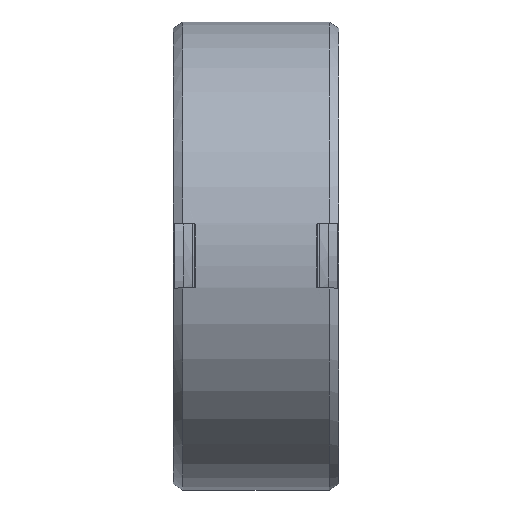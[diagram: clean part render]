
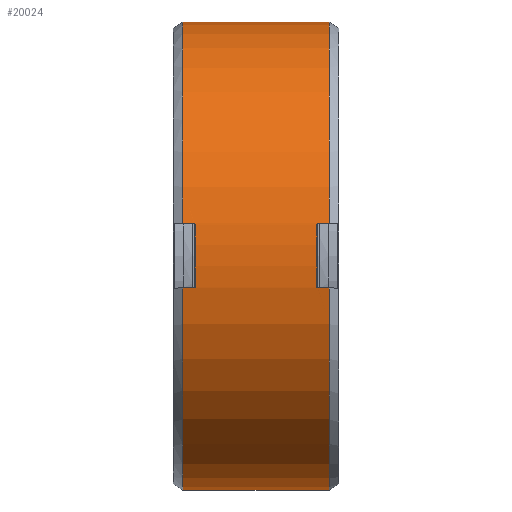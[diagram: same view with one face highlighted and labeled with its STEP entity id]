
A CAD part, top view. The second image highlights one B-rep face of the part: STEP entity #20024.
In plain terms, the highlighted cylindrical face has radius 65 mm (diameter 130 mm), a partial arc.
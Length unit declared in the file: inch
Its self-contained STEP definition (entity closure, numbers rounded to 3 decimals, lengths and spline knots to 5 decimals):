
#18567=CARTESIAN_POINT('',(0.66535,0.,0.));
#18568=DIRECTION('',(1.,0.,0.));
#18569=DIRECTION('',(0.,0.132,0.991));
#18570=AXIS2_PLACEMENT_3D('',#18567,#18568,#18569);
#18597=CARTESIAN_POINT('',(0.66535,0.33858,
2.53656));
#18598=CARTESIAN_POINT('',(0.66535,0.34079,
2.53626));
#18599=CARTESIAN_POINT('',(0.66623,0.34481,
2.53572));
#18600=CARTESIAN_POINT('',(0.66971,0.35007,
2.535));
#18601=CARTESIAN_POINT('',(0.67498,0.3535,
2.53452));
#18602=CARTESIAN_POINT('',(0.67895,0.35433,
2.53441));
#18603=CARTESIAN_POINT('',(0.6811,0.35433,
2.53441));
#18605=CARTESIAN_POINT('',(0.6811,-0.35433,
2.53441));
#18606=CARTESIAN_POINT('',(0.67892,-0.35433,
2.53441));
#18607=CARTESIAN_POINT('',(0.67492,-0.35348,
2.53453));
#18608=CARTESIAN_POINT('',(0.66967,-0.35003,
2.53501));
#18609=CARTESIAN_POINT('',(0.66622,-0.34479,
2.53572));
#18610=CARTESIAN_POINT('',(0.66535,-0.34078,
2.53626));
#18611=CARTESIAN_POINT('',(0.66535,-0.33858,
2.53656));
#18613=DIRECTION('',(-1.,0.,0.));
#18614=VECTOR('',#18613,0.12205);
#18615=CARTESIAN_POINT('',(0.80315,-0.35433,
2.53441));
#18616=LINE('',#18615,#18614);
#18617=DIRECTION('',(-1.,0.,0.));
#18618=VECTOR('',#18617,0.12205);
#18619=CARTESIAN_POINT('',(-0.6811,-0.35433,
2.53441));
#18620=LINE('',#18619,#18618);
#18621=DIRECTION('',(1.,0.,0.));
#18622=VECTOR('',#18621,0.12205);
#18623=CARTESIAN_POINT('',(-0.80315,0.35433,
2.53441));
#18624=LINE('',#18623,#18622);
#18625=DIRECTION('',(1.,0.,0.));
#18626=VECTOR('',#18625,0.12205);
#18627=CARTESIAN_POINT('',(0.6811,0.35433,
2.53441));
#18628=LINE('',#18627,#18626);
#18648=CARTESIAN_POINT('',(0.80315,0.,0.));
#18649=DIRECTION('',(1.,0.,0.));
#18650=DIRECTION('',(0.,-0.138,0.99));
#18651=AXIS2_PLACEMENT_3D('',#18648,#18649,#18650);
#18763=DIRECTION('',(-1.,0.,0.));
#18764=VECTOR('',#18763,1.6063);
#18765=CARTESIAN_POINT('',(0.80315,-2.55906,0.));
#18766=LINE('',#18765,#18764);
#18791=DIRECTION('',(1.,0.,0.));
#18792=VECTOR('',#18791,1.6063);
#18793=CARTESIAN_POINT('',(-0.80315,2.55906,
0.));
#18794=LINE('',#18793,#18792);
#18838=CARTESIAN_POINT('',(-0.6811,-0.35433,
2.53441));
#18839=CARTESIAN_POINT('',(-0.67905,-0.35433,
2.53441));
#18840=CARTESIAN_POINT('',(-0.67494,-0.35351,
2.53452));
#18841=CARTESIAN_POINT('',(-0.6697,-0.35003,
2.535));
#18842=CARTESIAN_POINT('',(-0.66619,-0.34481,
2.53572));
#18843=CARTESIAN_POINT('',(-0.66535,-0.34067,
2.53628));
#18844=CARTESIAN_POINT('',(-0.66535,-0.33858,
2.53656));
#18862=CARTESIAN_POINT('',(-0.66535,0.,0.));
#18863=DIRECTION('',(-1.,0.,0.));
#18864=DIRECTION('',(0.,-0.132,0.991));
#18865=AXIS2_PLACEMENT_3D('',#18862,#18863,#18864);
#18884=CARTESIAN_POINT('',(-0.66535,0.33858,
2.53656));
#18885=CARTESIAN_POINT('',(-0.66535,0.34066,
2.53628));
#18886=CARTESIAN_POINT('',(-0.66619,0.34481,
2.53572));
#18887=CARTESIAN_POINT('',(-0.66971,0.35004,
2.535));
#18888=CARTESIAN_POINT('',(-0.67494,0.35352,
2.53452));
#18889=CARTESIAN_POINT('',(-0.67905,0.35433,
2.53441));
#18890=CARTESIAN_POINT('',(-0.6811,0.35433,
2.53441));
#18957=CARTESIAN_POINT('',(-0.80315,0.,0.));
#18958=DIRECTION('',(-1.,0.,0.));
#18959=DIRECTION('',(0.,0.138,0.99));
#18960=AXIS2_PLACEMENT_3D('',#18957,#18958,#18959);
#18973=CARTESIAN_POINT('',(-0.80315,0.,0.));
#18974=DIRECTION('',(-1.,0.,0.));
#18975=DIRECTION('',(0.,-1.,0.));
#18976=AXIS2_PLACEMENT_3D('',#18973,#18974,#18975);
#19164=CARTESIAN_POINT('',(0.80315,0.,0.));
#19165=DIRECTION('',(1.,0.,0.));
#19166=DIRECTION('',(0.,1.,0.));
#19167=AXIS2_PLACEMENT_3D('',#19164,#19165,#19166);
#19339=CARTESIAN_POINT('',(-0.6811,-0.35433,
2.53441));
#19340=VERTEX_POINT('',#19339);
#19343=CARTESIAN_POINT('',(-0.80315,-0.35433,
2.53441));
#19344=VERTEX_POINT('',#19343);
#19348=VERTEX_POINT('',#18844);
#19355=CARTESIAN_POINT('',(-0.80315,0.35433,
2.53441));
#19356=CARTESIAN_POINT('',(-0.6811,0.35433,
2.53441));
#19357=VERTEX_POINT('',#19355);
#19358=VERTEX_POINT('',#19356);
#19361=CARTESIAN_POINT('',(-0.66535,0.33858,
2.53656));
#19362=VERTEX_POINT('',#19361);
#19363=CARTESIAN_POINT('',(-0.80315,-2.55906,0.));
#19364=VERTEX_POINT('',#19363);
#19372=CARTESIAN_POINT('',(0.80315,-2.55906,0.));
#19373=VERTEX_POINT('',#19372);
#19374=VERTEX_POINT('',#18597);
#19375=VERTEX_POINT('',#18603);
#19379=CARTESIAN_POINT('',(-0.80315,2.55906,
0.));
#19380=VERTEX_POINT('',#19379);
#19381=CARTESIAN_POINT('',(0.80315,-0.35433,
2.53441));
#19382=VERTEX_POINT('',#19381);
#19383=CARTESIAN_POINT('',(0.80315,0.35433,
2.53441));
#19384=VERTEX_POINT('',#19383);
#19385=CARTESIAN_POINT('',(0.66535,-0.33858,
2.53656));
#19386=VERTEX_POINT('',#19385);
#19395=CARTESIAN_POINT('',(0.80315,2.55906,
0.));
#19396=VERTEX_POINT('',#19395);
#19397=CARTESIAN_POINT('',(0.6811,-0.35433,
2.53441));
#19398=VERTEX_POINT('',#19397);
#19990=CARTESIAN_POINT('',(-0.90551,0.,0.));
#19991=DIRECTION('',(1.,0.,0.));
#19992=DIRECTION('',(0.,-1.,0.));
#19993=AXIS2_PLACEMENT_3D('',#19990,#19991,#19992);
#19994=CYLINDRICAL_SURFACE('',#19993,2.55906);
#19995=ORIENTED_EDGE('',*,*,#19897,.F.);
#19996=ORIENTED_EDGE('',*,*,#19947,.T.);
#19997=ORIENTED_EDGE('',*,*,#19962,.F.);
#19998=ORIENTED_EDGE('',*,*,#19973,.F.);
#20000=ORIENTED_EDGE('',*,*,#19999,.T.);
#20002=ORIENTED_EDGE('',*,*,#20001,.T.);
#20004=ORIENTED_EDGE('',*,*,#20003,.T.);
#20006=ORIENTED_EDGE('',*,*,#20005,.F.);
#20008=ORIENTED_EDGE('',*,*,#20007,.T.);
#20010=ORIENTED_EDGE('',*,*,#20009,.T.);
#20012=ORIENTED_EDGE('',*,*,#20011,.T.);
#20014=ORIENTED_EDGE('',*,*,#20013,.F.);
#20016=ORIENTED_EDGE('',*,*,#20015,.T.);
#20018=ORIENTED_EDGE('',*,*,#20017,.T.);
#20020=ORIENTED_EDGE('',*,*,#20019,.T.);
#20021=ORIENTED_EDGE('',*,*,#19874,.F.);
#20022=EDGE_LOOP('',(#19995,#19996,#19997,#19998,#20000,#20002,#20004,#20006,
#20008,#20010,#20012,#20014,#20016,#20018,#20020,#20021));
#20023=FACE_OUTER_BOUND('',#20022,.F.);
#18571=CIRCLE('',#18570,2.55906);
#18604=B_SPLINE_CURVE_WITH_KNOTS('',3,(#18597,#18598,#18599,#18600,#18601,
#18602,#18603),.UNSPECIFIED.,.F.,.F.,(4,1,1,1,4),(0.,0.25,0.5,0.75,
1.),.UNSPECIFIED.);
#18612=B_SPLINE_CURVE_WITH_KNOTS('',3,(#18605,#18606,#18607,#18608,#18609,
#18610,#18611),.UNSPECIFIED.,.F.,.F.,(4,1,1,1,4),(0.,0.25,0.5,0.75,
1.),.UNSPECIFIED.);
#18652=CIRCLE('',#18651,2.55906);
#18845=B_SPLINE_CURVE_WITH_KNOTS('',3,(#18838,#18839,#18840,#18841,#18842,
#18843,#18844),.UNSPECIFIED.,.F.,.F.,(4,1,1,1,4),(0.,0.25,0.5,0.75,
1.),.UNSPECIFIED.);
#18866=CIRCLE('',#18865,2.55906);
#18891=B_SPLINE_CURVE_WITH_KNOTS('',3,(#18884,#18885,#18886,#18887,#18888,
#18889,#18890),.UNSPECIFIED.,.F.,.F.,(4,1,1,1,4),(0.,0.25,0.5,0.75,
1.),.UNSPECIFIED.);
#18961=CIRCLE('',#18960,2.55906);
#18977=CIRCLE('',#18976,2.55906);
#19168=CIRCLE('',#19167,2.55906);
#19874=EDGE_CURVE('',#19375,#19384,#18628,.T.);
#19897=EDGE_CURVE('',#19374,#19375,#18604,.T.);
#19947=EDGE_CURVE('',#19374,#19386,#18571,.T.);
#19962=EDGE_CURVE('',#19398,#19386,#18612,.T.);
#19973=EDGE_CURVE('',#19382,#19398,#18616,.T.);
#19999=EDGE_CURVE('',#19382,#19373,#18652,.T.);
#20001=EDGE_CURVE('',#19373,#19364,#18766,.T.);
#20003=EDGE_CURVE('',#19364,#19344,#18977,.T.);
#20005=EDGE_CURVE('',#19340,#19344,#18620,.T.);
#20007=EDGE_CURVE('',#19340,#19348,#18845,.T.);
#20009=EDGE_CURVE('',#19348,#19362,#18866,.T.);
#20011=EDGE_CURVE('',#19362,#19358,#18891,.T.);
#20013=EDGE_CURVE('',#19357,#19358,#18624,.T.);
#20015=EDGE_CURVE('',#19357,#19380,#18961,.T.);
#20017=EDGE_CURVE('',#19380,#19396,#18794,.T.);
#20019=EDGE_CURVE('',#19396,#19384,#19168,.T.);
#20024=ADVANCED_FACE('',(#20023),#19994,.T.);
